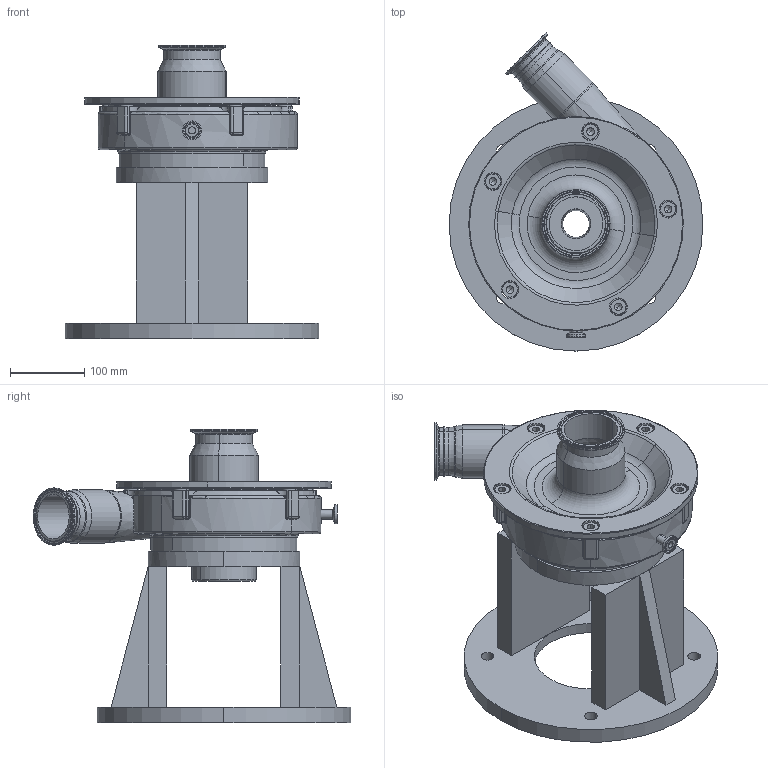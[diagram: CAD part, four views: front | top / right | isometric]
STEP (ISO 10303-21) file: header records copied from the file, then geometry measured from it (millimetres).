
FILE_DESCRIPTION (( 'STEP AP214' ), '1' );
FILE_NAME ('FP 3542 320TSC 45L 1-2 IN STR DRAIN.STEP', '2023-02-28T16:42:36', ( '' ), ( '' ), 'SwSTEP 2.0', 'SolidWorks 2021', '' );
FILE_SCHEMA (( 'AUTOMOTIVE_DESIGN' ));
Length unit declared in the file: millimetre
Products named in the file (1): FP 3542 320TSC 45L 1-2 IN STR DRAIN
Bounding box: 343 x 429.42 x 396.5 mm (x, y, z)
Volume: 6273779.5 mm3; surface area: 848271.9 mm2
Topology: 1 solids, 1 shells, 501 faces, 1174 edges, 676 vertices
Faces by surface type: cylinder 154, torus 98, bspline 75, plane 75, cone 74, sphere 25
Entity records: 18119 total; most frequent: CARTESIAN_POINT 6884, DIRECTION 2490, ORIENTED_EDGE 2290, EDGE_CURVE 1145, AXIS2_PLACEMENT_3D 1087, VERTEX_POINT 674, CIRCLE 660, EDGE_LOOP 555
